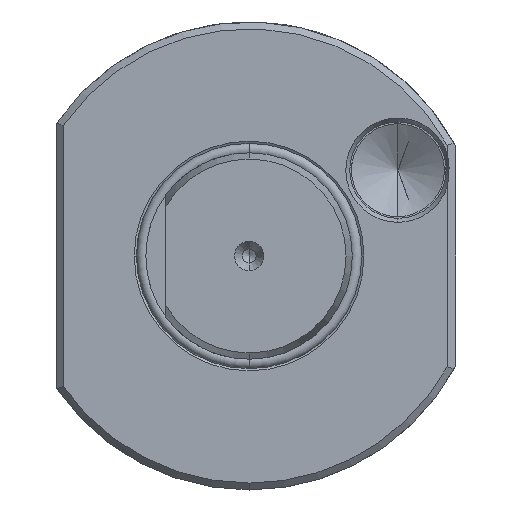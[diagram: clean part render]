
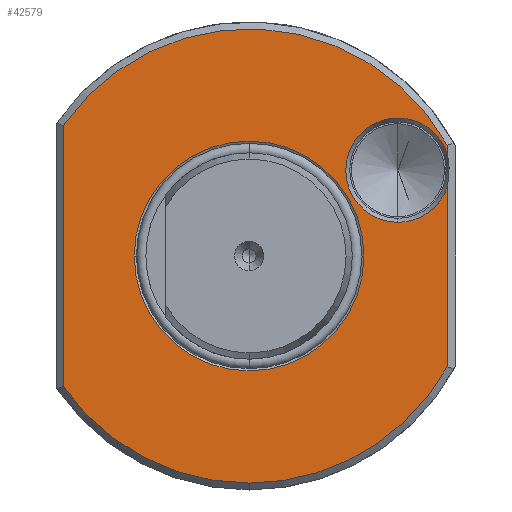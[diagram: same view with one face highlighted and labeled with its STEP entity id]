
A CAD part, left-side view. The second image highlights one B-rep face of the part: STEP entity #42579.
In plain terms, the highlighted planar face has unit normal (-1, 0, 0).
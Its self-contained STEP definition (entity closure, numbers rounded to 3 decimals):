
#843 = CIRCLE ( 'NONE', #6563, 16.69 ) ;
#859 = CIRCLE ( 'NONE', #6140, 7.577 ) ;
#902 = CIRCLE ( 'NONE', #46647, 7.577 ) ;
#6140 = AXIS2_PLACEMENT_3D ( 'NONE', #12339, #12391, #12409 ) ;
#6391 = AXIS2_PLACEMENT_3D ( 'NONE', #11186, #11172, #11159 ) ;
#6563 = AXIS2_PLACEMENT_3D ( 'NONE', #11904, #11889, #11895 ) ;
#11159 = DIRECTION ( 'NONE',  ( 0., 0., 1. ) ) ;
#11169 = PLANE ( 'NONE',  #6391 ) ;
#11172 = DIRECTION ( 'NONE',  ( -1., 0., 0. ) ) ;
#11186 = CARTESIAN_POINT ( 'NONE',  ( 2., 15., 0. ) ) ;
#11889 = DIRECTION ( 'NONE',  ( 1., 0., 0. ) ) ;
#11895 = DIRECTION ( 'NONE',  ( 0., 1., 0. ) ) ;
#11904 = CARTESIAN_POINT ( 'NONE',  ( 2., 0., 0. ) ) ;
#12149 = CARTESIAN_POINT ( 'NONE',  ( 2., -21.62, 12.47 ) ) ;
#12167 = DIRECTION ( 'NONE',  ( 1., 0., 0. ) ) ;
#12173 = DIRECTION ( 'NONE',  ( 0., 0., 1. ) ) ;
#12339 = CARTESIAN_POINT ( 'NONE',  ( 2., -21.62, 12.47 ) ) ;
#12391 = DIRECTION ( 'NONE',  ( 1., 0., 0. ) ) ;
#12409 = DIRECTION ( 'NONE',  ( 0., 0., 1. ) ) ;
#16163 = CARTESIAN_POINT ( 'NONE',  ( 2., 0., 0. ) ) ;
#16184 = DIRECTION ( 'NONE',  ( 0., 0., 1. ) ) ;
#16209 = DIRECTION ( 'NONE',  ( -1., 0., 0. ) ) ;
#18148 = CARTESIAN_POINT ( 'NONE',  ( 2., 27., 0. ) ) ;
#18150 = DIRECTION ( 'NONE',  ( 0., 0., -1. ) ) ;
#18199 = CARTESIAN_POINT ( 'NONE',  ( 2., 0., 0. ) ) ;
#18201 = DIRECTION ( 'NONE',  ( 1., 0., 0. ) ) ;
#18211 = DIRECTION ( 'NONE',  ( 0., 1., 0. ) ) ;
#18531 = DIRECTION ( 'NONE',  ( -1., 0., 0. ) ) ;
#18551 = CARTESIAN_POINT ( 'NONE',  ( 2., 0., 0. ) ) ;
#18553 = DIRECTION ( 'NONE',  ( 0., 0., 1. ) ) ;
#18593 = CARTESIAN_POINT ( 'NONE',  ( 2., 0., 0. ) ) ;
#18623 = DIRECTION ( 'NONE',  ( 0., 0., 1. ) ) ;
#18670 = DIRECTION ( 'NONE',  ( -1., 0., 0. ) ) ;
#18701 = CARTESIAN_POINT ( 'NONE',  ( 2., -28.8, 0. ) ) ;
#18702 = DIRECTION ( 'NONE',  ( 0., 0., 1. ) ) ;
#18703 = CARTESIAN_POINT ( 'NONE',  ( 2., -28.8, 0. ) ) ;
#18729 = DIRECTION ( 'NONE',  ( 0., 0., 1. ) ) ;
#18971 = CARTESIAN_POINT ( 'NONE',  ( 2., 27., -18.974 ) ) ;
#18977 = CARTESIAN_POINT ( 'NONE',  ( 2., -28.8, 16.111 ) ) ;
#20043 = CARTESIAN_POINT ( 'NONE',  ( 2., -21.62, 4.893 ) ) ;
#20044 = CARTESIAN_POINT ( 'NONE',  ( 2., -28.8, 14.892 ) ) ;
#20071 = CARTESIAN_POINT ( 'NONE',  ( 2., -28.8, 10.048 ) ) ;
#20074 = CARTESIAN_POINT ( 'NONE',  ( 2., -21.62, 20.047 ) ) ;
#20086 = CARTESIAN_POINT ( 'NONE',  ( 2., 16.69, 0. ) ) ;
#20132 = CARTESIAN_POINT ( 'NONE',  ( 2., -16.69, 0. ) ) ;
#20167 = CARTESIAN_POINT ( 'NONE',  ( 2., -28.8, -16.111 ) ) ;
#20267 = CARTESIAN_POINT ( 'NONE',  ( 2., 0., -33. ) ) ;
#20302 = CARTESIAN_POINT ( 'NONE',  ( 2., 27., 18.974 ) ) ;
#21057 = AXIS2_PLACEMENT_3D ( 'NONE', #16163, #16209, #16184 ) ;
#21083 = AXIS2_PLACEMENT_3D ( 'NONE', #18199, #18201, #18211 ) ;
#21088 = AXIS2_PLACEMENT_3D ( 'NONE', #18551, #18531, #18553 ) ;
#21096 = AXIS2_PLACEMENT_3D ( 'NONE', #18593, #18670, #18623 ) ;
#21099 = AXIS2_PLACEMENT_3D ( 'NONE', #26092, #26039, #26041 ) ;
#26039 = DIRECTION ( 'NONE',  ( 1., 0., 0. ) ) ;
#26041 = DIRECTION ( 'NONE',  ( 0., 0., 1. ) ) ;
#26092 = CARTESIAN_POINT ( 'NONE',  ( 2., -21.62, 12.47 ) ) ;
#30226 = EDGE_CURVE ( 'NONE', #35800, #35788, #37084, .T. ) ;
#30375 = EDGE_CURVE ( 'NONE', #35676, #35721, #37190, .T. ) ;
#30376 = EDGE_CURVE ( 'NONE', #35897, #35936, #37171, .T. ) ;
#30404 = EDGE_CURVE ( 'NONE', #35951, #35897, #37263, .T. ) ;
#30419 = EDGE_CURVE ( 'NONE', #35936, #35800, #37243, .T. ) ;
#30434 = EDGE_CURVE ( 'NONE', #35631, #35951, #37249, .T. ) ;
#30435 = EDGE_CURVE ( 'NONE', #35788, #35606, #37227, .T. ) ;
#30447 = EDGE_CURVE ( 'NONE', #35636, #35611, #37694, .T. ) ;
#30669 = EDGE_CURVE ( 'NONE', #35721, #35676, #843, .T. ) ;
#30706 = EDGE_CURVE ( 'NONE', #35606, #35636, #902, .T. ) ;
#30745 = EDGE_CURVE ( 'NONE', #35611, #35631, #859, .T. ) ;
#33137 = ORIENTED_EDGE ( 'NONE', *, *, #30376, .T. ) ;
#33142 = ORIENTED_EDGE ( 'NONE', *, *, #30404, .T. ) ;
#33165 = ORIENTED_EDGE ( 'NONE', *, *, #30669, .T. ) ;
#33178 = ORIENTED_EDGE ( 'NONE', *, *, #30375, .T. ) ;
#33197 = ORIENTED_EDGE ( 'NONE', *, *, #30434, .T. ) ;
#33377 = EDGE_LOOP ( 'NONE', ( #36014, #36040, #36054, #36080, #36047, #36078, #33197, #33142, #33137 ) ) ;
#33380 = EDGE_LOOP ( 'NONE', ( #33165, #33178 ) ) ;
#35606 = VERTEX_POINT ( 'NONE', #20071 ) ;
#35611 = VERTEX_POINT ( 'NONE', #20074 ) ;
#35631 = VERTEX_POINT ( 'NONE', #20044 ) ;
#35636 = VERTEX_POINT ( 'NONE', #20043 ) ;
#35676 = VERTEX_POINT ( 'NONE', #20086 ) ;
#35721 = VERTEX_POINT ( 'NONE', #20132 ) ;
#35788 = VERTEX_POINT ( 'NONE', #20167 ) ;
#35800 = VERTEX_POINT ( 'NONE', #20267 ) ;
#35897 = VERTEX_POINT ( 'NONE', #20302 ) ;
#35936 = VERTEX_POINT ( 'NONE', #18971 ) ;
#35951 = VERTEX_POINT ( 'NONE', #18977 ) ;
#36014 = ORIENTED_EDGE ( 'NONE', *, *, #30419, .T. ) ;
#36040 = ORIENTED_EDGE ( 'NONE', *, *, #30226, .T. ) ;
#36047 = ORIENTED_EDGE ( 'NONE', *, *, #30447, .T. ) ;
#36054 = ORIENTED_EDGE ( 'NONE', *, *, #30435, .T. ) ;
#36078 = ORIENTED_EDGE ( 'NONE', *, *, #30745, .T. ) ;
#36080 = ORIENTED_EDGE ( 'NONE', *, *, #30706, .T. ) ;
#37084 = CIRCLE ( 'NONE', #21057, 33. ) ;
#37171 = LINE ( 'NONE', #18148, #37221 ) ;
#37190 = CIRCLE ( 'NONE', #21083, 16.69 ) ;
#37221 = VECTOR ( 'NONE', #18150, 1000. ) ;
#37227 = LINE ( 'NONE', #18703, #37251 ) ;
#37230 = VECTOR ( 'NONE', #18729, 1000. ) ;
#37243 = CIRCLE ( 'NONE', #21096, 33. ) ;
#37249 = LINE ( 'NONE', #18701, #37230 ) ;
#37251 = VECTOR ( 'NONE', #18702, 1000. ) ;
#37263 = CIRCLE ( 'NONE', #21088, 33. ) ;
#37694 = CIRCLE ( 'NONE', #21099, 7.577 ) ;
#42579 = ADVANCED_FACE ( 'NONE', ( #45852, #45856 ), #11169, .T. ) ;
#45852 = FACE_OUTER_BOUND ( 'NONE', #33377, .T. ) ;
#45856 = FACE_BOUND ( 'NONE', #33380, .T. ) ;
#46647 = AXIS2_PLACEMENT_3D ( 'NONE', #12149, #12167, #12173 ) ;
